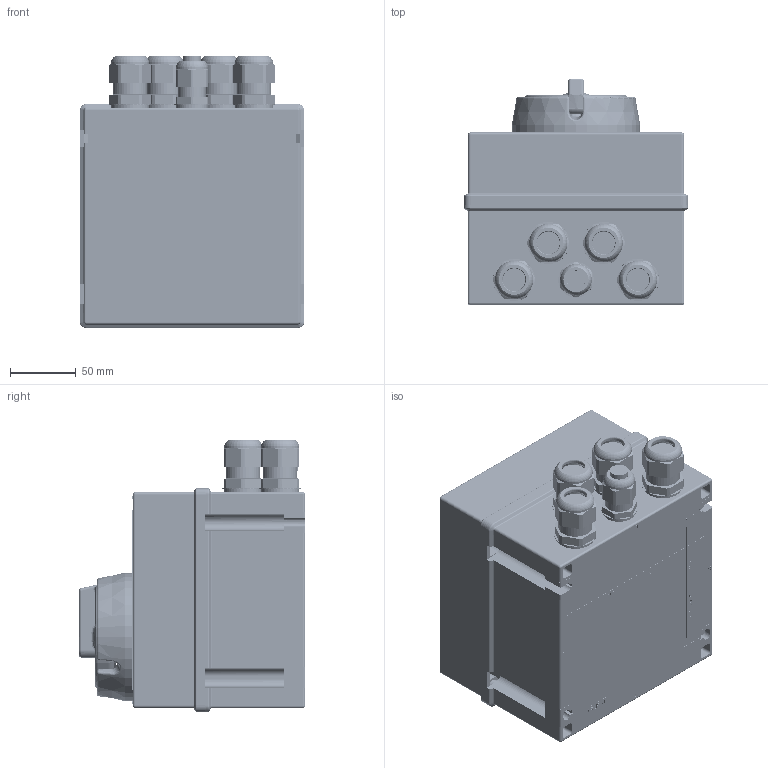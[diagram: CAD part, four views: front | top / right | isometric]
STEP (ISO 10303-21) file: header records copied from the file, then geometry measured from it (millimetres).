
FILE_DESCRIPTION (( 'STEP AP203' ), '1' );
FILE_NAME ('8537_2-802-8___-ap203.STEP', '2012-06-20T09:47:56', ( 'Admin' ), ( 'R. STAHL AG' ), 'SwSTEP 2.0', 'SolidWorks 2011', '' );
FILE_SCHEMA (( 'CONFIG_CONTROL_DESIGN' ));
Products named in the file (41): 8537_2-802-8___-ap203; 81_610_78_01_0_Vereinfacht; Staubschutzkappe_M25; Anschlussgewindedichtung_M25; 81_610_78_01_0_Hutmutter_Vereinfacht; 81_610_78_01_0_Reduzierdichtung; 81_610_78_01_0_Dichtung; 81_610_78_01_0_Stutzen_Vereinfacht; 81_610_30_37_0; 81_619_01_59_0_81_619_03_59_0; Anschlussgewindedichtung_M20; 81_610_77_01_0_Hutmutter; 81_610_77_01_0_Dichtung; 81_610_77_01_0_Stutzen; 85_378_03_16_0_85_378_04_16_0; Slotted Cheese Head Screw_DIN_ISO 1207 - M4 x 8 --- 8C; 9021_4,3; 137_4 A; 82_719_01_55_0; 85_379_03_52_0; 85_379_07_78_0; 85_370_01_16_0_85_370_24_16_0 sw ohne Aussp; 85_370_01_16_0_Giessharz; 86_049_01_85_0; 504_657_0; 515_640_0; 85_319_01_78_2; 86_049_01_14_0; 80_409_01_50_0; 86_049_01_14_0_Dichtung; 85_319_03_16_0_85_319_05_16_0 sw ohne Aussp; 509_642_0_montiert; 509_642_0_1_montiert; 509_642_0; 81_460_07_05_0; 81_460_07_05_0_Dichtung; 81_469_04_05_0; 81_469_53_04_0; 81_469_01_91_0
Assembly tree (57 placements, depth 5):
  8537_2-802-8___-ap203
    81_610_78_01_0_Vereinfacht  x4
      81_610_78_01_0_Reduzierdichtung
      81_610_78_01_0_Hutmutter_Vereinfacht
      Staubschutzkappe_M25
      Anschlussgewindedichtung_M25
      81_610_78_01_0_Dichtung
      81_610_78_01_0_Stutzen_Vereinfacht
    81_610_30_37_0
      81_610_77_01_0_Stutzen
      81_610_77_01_0_Dichtung
      81_610_77_01_0_Hutmutter
      Anschlussgewindedichtung_M20
      81_619_01_59_0_81_619_03_59_0
    85_378_03_16_0_85_378_04_16_0
      137_4 A  x3
      9021_4,3  x3
      Slotted Cheese Head Screw_DIN_ISO 1207 - M4 x 8 --- 8C  x3
      85_370_01_16_0_85_370_24_16_0 sw ohne Aussp
        85_319_01_78_2
        504_657_0
        515_640_0
        86_049_01_85_0
        85_370_01_16_0_Giessharz
        86_049_01_14_0
          86_049_01_14_0
          80_409_01_50_0  x3
          86_049_01_14_0_Dichtung
        85_319_03_16_0_85_319_05_16_0 sw ohne Aussp
      85_379_07_78_0
      85_379_03_52_0
      82_719_01_55_0
    509_642_0_montiert  x4
      509_642_0_1_montiert
      509_642_0
    81_460_07_05_0
      81_460_07_05_0_Dichtung
      81_469_04_05_0
    81_469_53_04_0
      81_469_01_91_0  x4
      81_469_53_04_0
Bounding box: 170.5 x 171.81 x 206.57 mm (x, y, z)
Volume: 833211.1 mm3; surface area: 491913.4 mm2
Topology: 67 solids, 67 shells, 7193 faces, 18722 edges, 11986 vertices
Faces by surface type: plane 3319, cylinder 1283, bspline 1118, cone 991, torus 448, sphere 34
Entity records: 220949 total; most frequent: CARTESIAN_POINT 93413, ORIENTED_EDGE 27238, DIRECTION 22460, EDGE_CURVE 13619, VERTEX_POINT 8809, LINE 7732, VECTOR 7732, AXIS2_PLACEMENT_3D 7364
